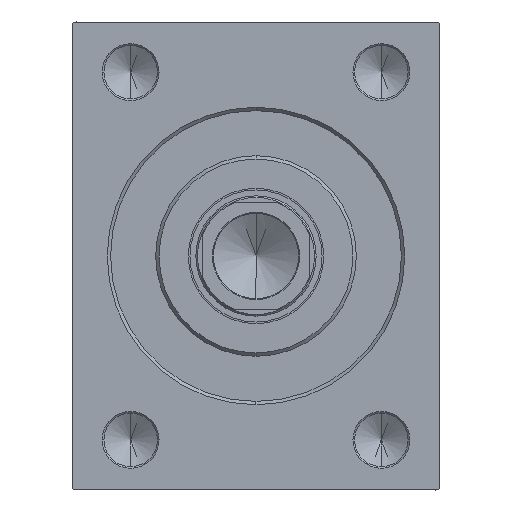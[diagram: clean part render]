
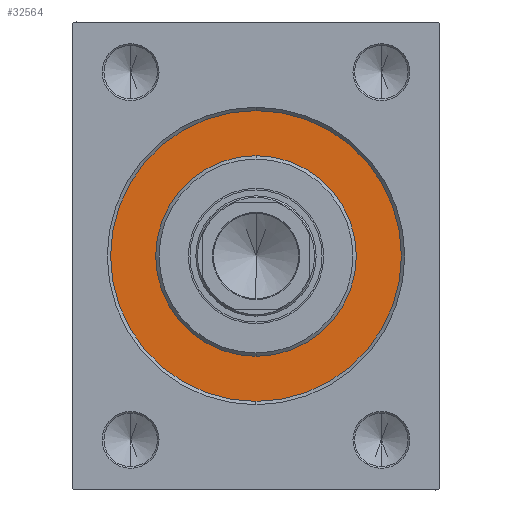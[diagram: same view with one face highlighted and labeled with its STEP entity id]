
A CAD part, left-side view. The second image highlights one B-rep face of the part: STEP entity #32564.
In plain terms, the highlighted face is planar.
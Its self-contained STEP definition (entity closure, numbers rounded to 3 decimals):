
#2544 = DIRECTION ( 'NONE',  ( 0., 0., -1. ) ) ;
#6309 = EDGE_CURVE ( 'NONE', #11839, #37489, #12580, .T. ) ;
#6916 = CIRCLE ( 'NONE', #33694, 43.5 ) ;
#7135 = DIRECTION ( 'NONE',  ( 0., 0., -1. ) ) ;
#7493 = ORIENTED_EDGE ( 'NONE', *, *, #6309, .F. ) ;
#8772 = EDGE_LOOP ( 'NONE', ( #16708, #44562 ) ) ;
#9725 = EDGE_CURVE ( 'NONE', #10085, #17606, #33531, .T. ) ;
#10085 = VERTEX_POINT ( 'NONE', #28296 ) ;
#10423 = AXIS2_PLACEMENT_3D ( 'NONE', #34630, #38472, #35068 ) ;
#11839 = VERTEX_POINT ( 'NONE', #14730 ) ;
#12580 = CIRCLE ( 'NONE', #10423, 43.5 ) ;
#13729 = CARTESIAN_POINT ( 'NONE',  ( 0., 0., 0. ) ) ;
#13786 = CARTESIAN_POINT ( 'NONE',  ( 0., 0., 0. ) ) ;
#14016 = AXIS2_PLACEMENT_3D ( 'NONE', #44501, #22113, #2544 ) ;
#14730 = CARTESIAN_POINT ( 'NONE',  ( 0., 0., -43.5 ) ) ;
#14963 = ORIENTED_EDGE ( 'NONE', *, *, #15301, .F. ) ;
#15301 = EDGE_CURVE ( 'NONE', #37489, #11839, #6916, .T. ) ;
#15629 = EDGE_CURVE ( 'NONE', #17606, #10085, #36577, .T. ) ;
#16708 = ORIENTED_EDGE ( 'NONE', *, *, #9725, .F. ) ;
#17059 = AXIS2_PLACEMENT_3D ( 'NONE', #13729, #20733, #7135 ) ;
#17606 = VERTEX_POINT ( 'NONE', #44574 ) ;
#18749 = FACE_OUTER_BOUND ( 'NONE', #38778, .T. ) ;
#20733 = DIRECTION ( 'NONE',  ( 1., 0., 0. ) ) ;
#21699 = DIRECTION ( 'NONE',  ( 0., 0., 1. ) ) ;
#22113 = DIRECTION ( 'NONE',  ( 1., 0., 0. ) ) ;
#23506 = DIRECTION ( 'NONE',  ( 0., 0., 1. ) ) ;
#28296 = CARTESIAN_POINT ( 'NONE',  ( 0., 0., 30. ) ) ;
#28474 = CARTESIAN_POINT ( 'NONE',  ( 0., 0., 0. ) ) ;
#30990 = DIRECTION ( 'NONE',  ( -1., 0., 0. ) ) ;
#32108 = DIRECTION ( 'NONE',  ( -1., 0., 0. ) ) ;
#32564 = ADVANCED_FACE ( 'NONE', ( #38940, #18749 ), #39159, .F. ) ;
#32582 = AXIS2_PLACEMENT_3D ( 'NONE', #28474, #32108, #21699 ) ;
#33531 = CIRCLE ( 'NONE', #14016, 30. ) ;
#33694 = AXIS2_PLACEMENT_3D ( 'NONE', #13786, #30990, #23506 ) ;
#34630 = CARTESIAN_POINT ( 'NONE',  ( 0., 0., 0. ) ) ;
#35068 = DIRECTION ( 'NONE',  ( 0., 0., 1. ) ) ;
#36577 = CIRCLE ( 'NONE', #17059, 30. ) ;
#37489 = VERTEX_POINT ( 'NONE', #43461 ) ;
#38472 = DIRECTION ( 'NONE',  ( -1., 0., 0. ) ) ;
#38778 = EDGE_LOOP ( 'NONE', ( #7493, #14963 ) ) ;
#38940 = FACE_BOUND ( 'NONE', #8772, .T. ) ;
#39159 = PLANE ( 'NONE',  #32582 ) ;
#43461 = CARTESIAN_POINT ( 'NONE',  ( 0., 0., 43.5 ) ) ;
#44501 = CARTESIAN_POINT ( 'NONE',  ( 0., 0., 0. ) ) ;
#44562 = ORIENTED_EDGE ( 'NONE', *, *, #15629, .F. ) ;
#44574 = CARTESIAN_POINT ( 'NONE',  ( 0., 0., -30. ) ) ;
